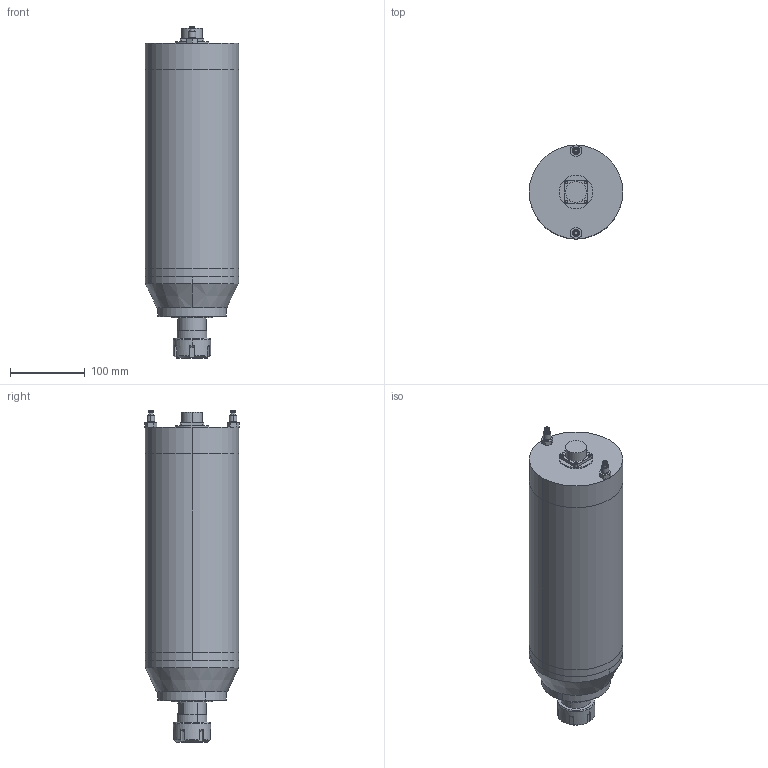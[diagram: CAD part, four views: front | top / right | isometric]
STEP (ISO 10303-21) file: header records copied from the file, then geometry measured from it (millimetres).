
FILE_DESCRIPTION (( 'STEP AP214' ), '1' );
FILE_NAME ('GDK125-12-24Z-7.STEP', '2021-05-07T03:20:02', ( '萇齟' ), ( '' ), 'SwSTEP 2.0', 'SolidWorks 2018', '' );
FILE_SCHEMA (( 'AUTOMOTIVE_DESIGN' ));
Length unit declared in the file: millimetre
Products named in the file (12): 堤盄釱脣芛32x32; 阨郲30.5ㄗM10ㄘ; GDK125-24Z-7.5-4P粣芛; ER32-12 粟俶芠標; GDK125-24Z-7.5-4P前螺母; GDK125-12-24Z-4.0-8.0堤盄釱; GDK125-9-15Z-5.5-11-6P儂褲; ER32樓綠蹟簽; GDK125-24Z-7.5-4P滅鳥欶; GDK125-12-24Z-7; GDK125-24Z-7.5-4P粣創釱; GDK125-24Z-7.5-4P赽粟芛
Assembly tree (12 placements, depth 2):
  GDK125-12-24Z-7
    GDK125-9-15Z-5.5-11-6P儂褲
    GDK125-12-24Z-4.0-8.0堤盄釱
    GDK125-24Z-7.5-4P粣創釱
    GDK125-24Z-7.5-4P赽粟芛
    GDK125-24Z-7.5-4P滅鳥欶
    GDK125-24Z-7.5-4P前螺母
    GDK125-24Z-7.5-4P粣芛
    ER32-12 粟俶芠標
    ER32樓綠蹟簽
    堤盄釱脣芛32x32
    阨郲30.5ㄗM10ㄘ  x2
Bounding box: 125 x 126.17 x 444 mm (x, y, z)
Volume: 4410014.9 mm3; surface area: 287088.7 mm2
Topology: 12 solids, 12 shells, 183 faces, 400 edges, 264 vertices
Faces by surface type: cylinder 84, plane 83, cone 16
Entity records: 4992 total; most frequent: CARTESIAN_POINT 830, DIRECTION 820, ORIENTED_EDGE 680, EDGE_CURVE 340, AXIS2_PLACEMENT_3D 338, VERTEX_POINT 224, EDGE_LOOP 188, CIRCLE 168
